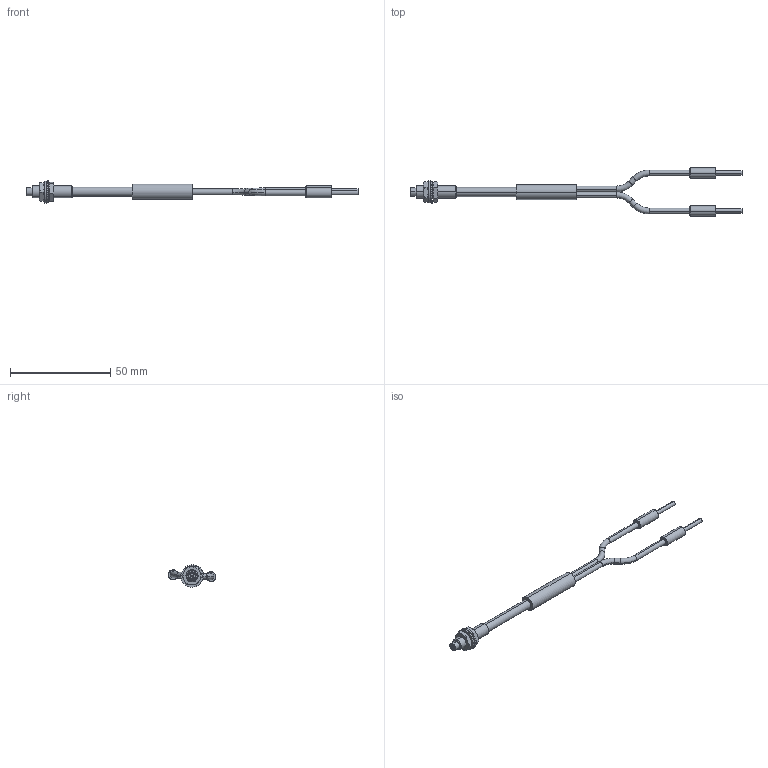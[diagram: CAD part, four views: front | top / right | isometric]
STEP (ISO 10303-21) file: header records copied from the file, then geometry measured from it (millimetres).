
FILE_DESCRIPTION (( 'STEP AP214' ), '1' );
FILE_NAME ('GPF-D015-350-2.0S.STEP', '2017-11-17T21:47:02', ( '' ), ( '' ), 'SwSTEP 2.0', 'SolidWorks 2018', '' );
FILE_SCHEMA (( 'AUTOMOTIVE_DESIGN' ));
Length unit declared in the file: millimetre
Products named in the file (6): GPF-D015-350-2.0S_LENS; M6_NUT; GPF-D015-350-2.0S_GLASS FIBER; M6_WASHER; GPF-D015-350-2.0S_HEAD; GPF-D015-350-2.0S
Assembly tree (8 placements, depth 2):
  GPF-D015-350-2.0S
    GPF-D015-350-2.0S_HEAD
    GPF-D015-350-2.0S_LENS  x2
    M6_NUT  x2
    M6_WASHER  x2
    GPF-D015-350-2.0S_GLASS FIBER
Bounding box: 165.6 x 23.94 x 11.2 mm (x, y, z)
Volume: 4089.2 mm3; surface area: 4125.4 mm2
Topology: 8 solids, 8 shells, 116 faces, 240 edges, 150 vertices
Faces by surface type: cylinder 48, plane 38, cone 22, torus 8
Entity records: 2818 total; most frequent: CARTESIAN_POINT 519, DIRECTION 498, ORIENTED_EDGE 380, AXIS2_PLACEMENT_3D 217, EDGE_CURVE 190, VERTEX_POINT 118, CIRCLE 114, EDGE_LOOP 106
